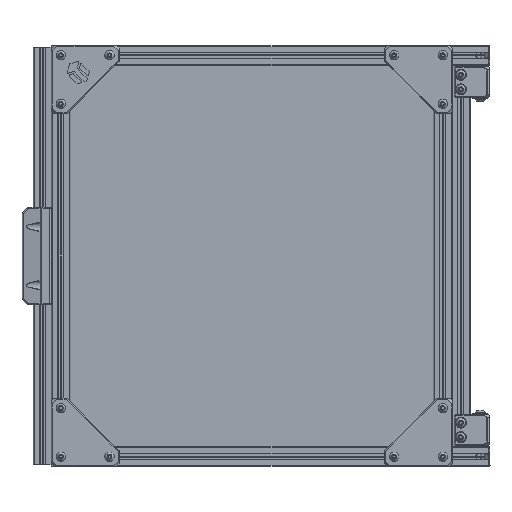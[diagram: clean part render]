
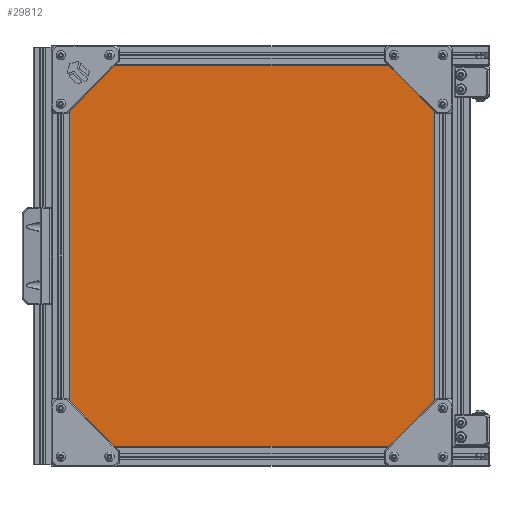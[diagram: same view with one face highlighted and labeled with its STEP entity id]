
A CAD part, front view. The second image highlights one B-rep face of the part: STEP entity #29812.
In plain terms, the highlighted face is planar.
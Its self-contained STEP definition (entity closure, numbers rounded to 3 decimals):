
#3162=FACE_OUTER_BOUND('',#4817,.T.);
#4817=EDGE_LOOP('',(#20605,#20606,#20607,#20608));
#6818=LINE('',#44872,#9798);
#6822=LINE('',#44881,#9802);
#6825=LINE('',#44885,#9805);
#6827=LINE('',#44889,#9807);
#9798=VECTOR('',#35513,10.);
#9802=VECTOR('',#35519,10.);
#9805=VECTOR('',#35524,10.);
#9807=VECTOR('',#35530,10.);
#12642=VERTEX_POINT('',#44869);
#12643=VERTEX_POINT('',#44871);
#12646=VERTEX_POINT('',#44878);
#12647=VERTEX_POINT('',#44880);
#15644=EDGE_CURVE('',#12643,#12642,#6818,.F.);
#15648=EDGE_CURVE('',#12647,#12646,#6822,.T.);
#15651=EDGE_CURVE('',#12646,#12643,#6825,.T.);
#15653=EDGE_CURVE('',#12642,#12647,#6827,.T.);
#20605=ORIENTED_EDGE('',*,*,#15651,.T.);
#20606=ORIENTED_EDGE('',*,*,#15644,.T.);
#20607=ORIENTED_EDGE('',*,*,#15653,.T.);
#20608=ORIENTED_EDGE('',*,*,#15648,.T.);
#28809=PLANE('',#31770);
#29812=ADVANCED_FACE('',(#3162),#28809,.T.);
#31770=AXIS2_PLACEMENT_3D('',#44888,#35528,#35529);
#35513=DIRECTION('',(0.,-1.,0.));
#35519=DIRECTION('',(0.,-1.,0.));
#35524=DIRECTION('',(0.,0.,-1.));
#35528=DIRECTION('center_axis',(1.,0.,0.));
#35529=DIRECTION('ref_axis',(0.,0.,
-1.));
#35530=DIRECTION('',(0.,0.,1.));
#44869=CARTESIAN_POINT('',(335.,359.,-45.096));
#44871=CARTESIAN_POINT('',(335.,-25.,-45.096));
#44872=CARTESIAN_POINT('',(335.,71.,-45.096));
#44878=CARTESIAN_POINT('',(335.,-25.,358.904));
#44880=CARTESIAN_POINT('',(335.,359.,358.904));
#44881=CARTESIAN_POINT('',(335.,352.,358.904));
#44885=CARTESIAN_POINT('',(335.,-25.,-45.973));
#44888=CARTESIAN_POINT('Origin',(335.,167.,191.904));
#44889=CARTESIAN_POINT('',(335.,359.,24.027));
